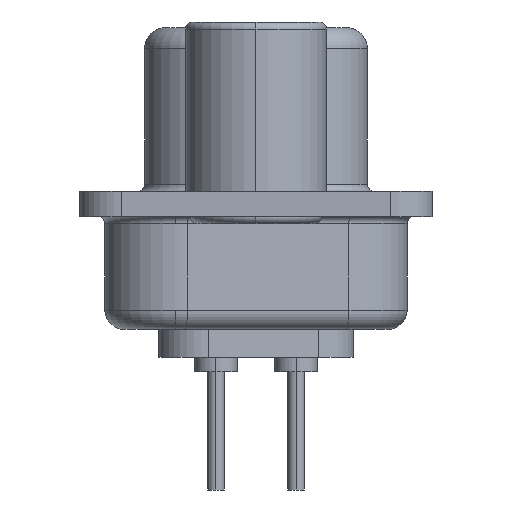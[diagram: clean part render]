
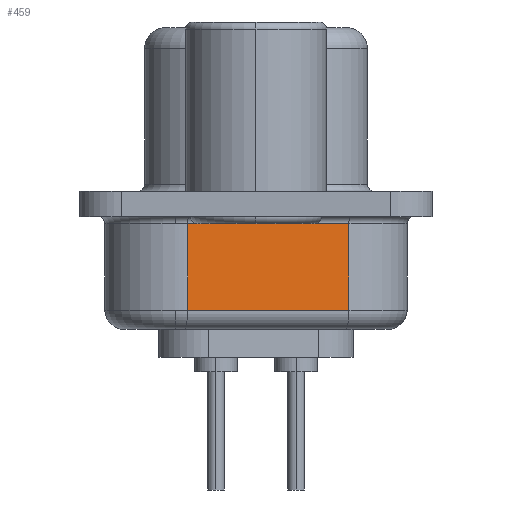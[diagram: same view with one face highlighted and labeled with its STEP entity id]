
A CAD part, left-side view. The second image highlights one B-rep face of the part: STEP entity #459.
In plain terms, the highlighted planar face has unit normal (-0.985, -0.174, 0).
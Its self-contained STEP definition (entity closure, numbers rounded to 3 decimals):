
#459 = ADVANCED_FACE ( 'NONE', ( #3530 ), #3029, .F. ) ;
#3020 = CARTESIAN_POINT ( 'NONE',  ( -28.612, 2.426, -4.45 ) ) ;
#3029 = PLANE ( 'NONE',  #11019 ) ;
#3031 = DIRECTION ( 'NONE',  ( 0.985, 0.174, 0. ) ) ;
#3032 = DIRECTION ( 'NONE',  ( -0.174, 0.985, 0. ) ) ;
#3530 = FACE_OUTER_BOUND ( 'NONE', #13074, .T. ) ;
#3975 = CARTESIAN_POINT ( 'NONE',  ( -27.603, -3.294, -0.7 ) ) ;
#4223 = CARTESIAN_POINT ( 'NONE',  ( -28.612, 2.426, -3.775 ) ) ;
#4248 = CARTESIAN_POINT ( 'NONE',  ( -27.603, -3.294, -3.775 ) ) ;
#4475 = CARTESIAN_POINT ( 'NONE',  ( -28.612, 2.426, -0.7 ) ) ;
#4554 = CARTESIAN_POINT ( 'NONE',  ( -27.603, -3.294, -4.45 ) ) ;
#4571 = DIRECTION ( 'NONE',  ( 0., 0., 1. ) ) ;
#4825 = CARTESIAN_POINT ( 'NONE',  ( -28.612, 2.426, -0.7 ) ) ;
#4829 = DIRECTION ( 'NONE',  ( -0.174, 0.985, 0. ) ) ;
#4870 = LINE ( 'NONE', #4554, #4873 ) ;
#4873 = VECTOR ( 'NONE', #4571, 1000. ) ;
#4989 = LINE ( 'NONE', #4825, #4991 ) ;
#4991 = VECTOR ( 'NONE', #4829, 1000. ) ;
#5150 = LINE ( 'NONE', #6282, #5154 ) ;
#5154 = VECTOR ( 'NONE', #6278, 1000. ) ;
#6278 = DIRECTION ( 'NONE',  ( 0., 0., 1. ) ) ;
#6282 = CARTESIAN_POINT ( 'NONE',  ( -28.612, 2.426, -4.45 ) ) ;
#7949 = CARTESIAN_POINT ( 'NONE',  ( -27.603, -3.294, -3.775 ) ) ;
#7950 = DIRECTION ( 'NONE',  ( 0.174, -0.985, 0. ) ) ;
#8552 = LINE ( 'NONE', #7949, #8555 ) ;
#8555 = VECTOR ( 'NONE', #7950, 1000. ) ;
#9026 = ORIENTED_EDGE ( 'NONE', *, *, #14584, .F. ) ;
#9117 = ORIENTED_EDGE ( 'NONE', *, *, #15658, .T. ) ;
#9264 = VERTEX_POINT ( 'NONE', #3975 ) ;
#9525 = ORIENTED_EDGE ( 'NONE', *, *, #13982, .T. ) ;
#9616 = ORIENTED_EDGE ( 'NONE', *, *, #14315, .T. ) ;
#11019 = AXIS2_PLACEMENT_3D ( 'NONE', #3020, #3031, #3032 ) ;
#12216 = VERTEX_POINT ( 'NONE', #4223 ) ;
#12270 = VERTEX_POINT ( 'NONE', #4248 ) ;
#12980 = VERTEX_POINT ( 'NONE', #4475 ) ;
#13074 = EDGE_LOOP ( 'NONE', ( #9525, #9616, #9026, #9117 ) ) ;
#13982 = EDGE_CURVE ( 'NONE', #12270, #9264, #4870, .T. ) ;
#14315 = EDGE_CURVE ( 'NONE', #9264, #12980, #4989, .T. ) ;
#14584 = EDGE_CURVE ( 'NONE', #12216, #12980, #5150, .T. ) ;
#15658 = EDGE_CURVE ( 'NONE', #12216, #12270, #8552, .T. ) ;
